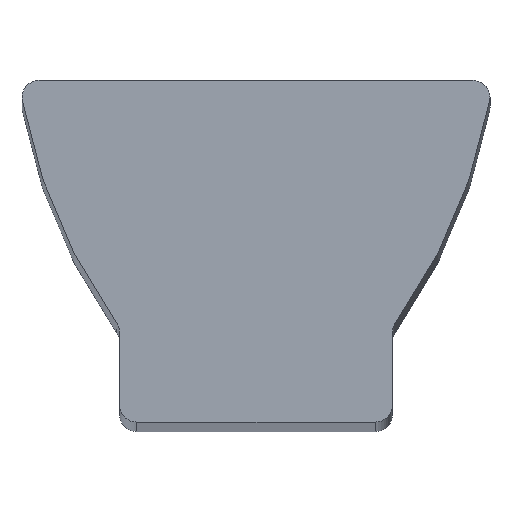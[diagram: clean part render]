
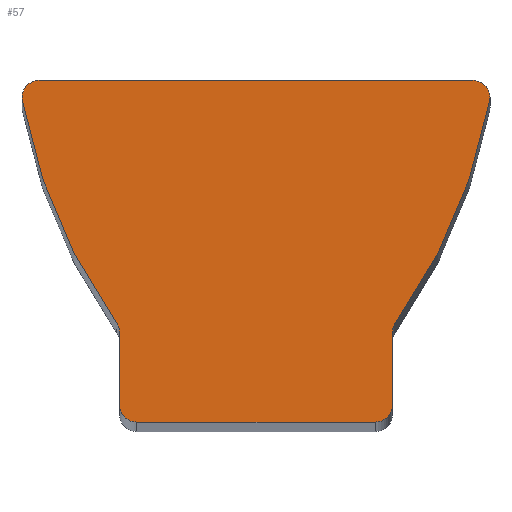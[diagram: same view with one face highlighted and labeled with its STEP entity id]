
A CAD part, top view. The second image highlights one B-rep face of the part: STEP entity #57.
In plain terms, the highlighted planar face has unit normal (0, 0, 1).
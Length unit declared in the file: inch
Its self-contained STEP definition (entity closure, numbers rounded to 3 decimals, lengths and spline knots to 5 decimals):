
#1 = CIRCLE ( 'NONE', #516, 0.06252 ) ;
#3 = AXIS2_PLACEMENT_3D ( 'NONE', #456, #209, #499 ) ;
#10 = EDGE_CURVE ( 'NONE', #542, #292, #115, .T. ) ;
#14 = EDGE_CURVE ( 'NONE', #460, #558, #474, .T. ) ;
#20 = VERTEX_POINT ( 'NONE', #557 ) ;
#27 = ORIENTED_EDGE ( 'NONE', *, *, #227, .T. ) ;
#28 = DIRECTION ( 'NONE',  ( 0., 0., -1. ) ) ;
#34 = CARTESIAN_POINT ( 'NONE',  ( -0.56176, 0.3275, 0.3125 ) ) ;
#35 = DIRECTION ( 'NONE',  ( 1., 0., 0. ) ) ;
#48 = AXIS2_PLACEMENT_3D ( 'NONE', #543, #293, #35 ) ;
#51 = CARTESIAN_POINT ( 'NONE',  ( -0.8557, 1.177, 0.3125 ) ) ;
#57 = ADVANCED_FACE ( 'NONE', ( #438 ), #272, .T. ) ;
#62 = VERTEX_POINT ( 'NONE', #51 ) ;
#68 = ORIENTED_EDGE ( 'NONE', *, *, #116, .T. ) ;
#73 = CARTESIAN_POINT ( 'NONE',  ( 0.4996, 0.0625, 0.3125 ) ) ;
#76 = EDGE_CURVE ( 'NONE', #558, #270, #225, .T. ) ;
#82 = DIRECTION ( 'NONE',  ( 1., 0., 0. ) ) ;
#85 = CARTESIAN_POINT ( 'NONE',  ( 0.4996, 0.3275, 0.3125 ) ) ;
#88 = EDGE_CURVE ( 'NONE', #20, #308, #529, .T. ) ;
#107 = CARTESIAN_POINT ( 'NONE',  ( 0.5113, 0.3638, 0.3125 ) ) ;
#111 = CARTESIAN_POINT ( 'NONE',  ( 1.141, 1.5431, 0.3125 ) ) ;
#112 = EDGE_CURVE ( 'NONE', #161, #460, #135, .T. ) ;
#114 = DIRECTION ( 'NONE',  ( 0., 1., 0. ) ) ;
#115 = LINE ( 'NONE', #348, #266 ) ;
#116 = EDGE_CURVE ( 'NONE', #365, #253, #1, .T. ) ;
#127 = CARTESIAN_POINT ( 'NONE',  ( -0.4996, 0.3275, 0.3125 ) ) ;
#129 = DIRECTION ( 'NONE',  ( 0., -1., 0. ) ) ;
#130 = ORIENTED_EDGE ( 'NONE', *, *, #88, .T. ) ;
#131 = CARTESIAN_POINT ( 'NONE',  ( -0.4996, 0.0627, 0.3125 ) ) ;
#133 = CARTESIAN_POINT ( 'NONE',  ( 0.4371, 0., 0.3125 ) ) ;
#134 = AXIS2_PLACEMENT_3D ( 'NONE', #111, #397, #159 ) ;
#135 = CIRCLE ( 'NONE', #393, 0.0625 ) ;
#145 = EDGE_CURVE ( 'NONE', #331, #194, #549, .T. ) ;
#155 = CIRCLE ( 'NONE', #3, 0.0625 ) ;
#157 = ORIENTED_EDGE ( 'NONE', *, *, #76, .T. ) ;
#159 = DIRECTION ( 'NONE',  ( -1., 0., 0. ) ) ;
#161 = VERTEX_POINT ( 'NONE', #131 ) ;
#162 = DIRECTION ( 'NONE',  ( 1., 0., 0. ) ) ;
#164 = EDGE_CURVE ( 'NONE', #253, #542, #532, .T. ) ;
#165 = CARTESIAN_POINT ( 'NONE',  ( -0.4371, 0., 0.3125 ) ) ;
#178 = DIRECTION ( 'NONE',  ( 0., 0., 1. ) ) ;
#187 = LINE ( 'NONE', #462, #282 ) ;
#194 = VERTEX_POINT ( 'NONE', #127 ) ;
#197 = ORIENTED_EDGE ( 'NONE', *, *, #14, .T. ) ;
#198 = ORIENTED_EDGE ( 'NONE', *, *, #112, .T. ) ;
#201 = CARTESIAN_POINT ( 'NONE',  ( 0.4996, 0.0627, 0.3125 ) ) ;
#202 = CIRCLE ( 'NONE', #561, 2.02998 ) ;
#206 = DIRECTION ( 'NONE',  ( 0., 0., 1. ) ) ;
#208 = CARTESIAN_POINT ( 'NONE',  ( 0.85673, 1.18828, 0.3125 ) ) ;
#209 = DIRECTION ( 'NONE',  ( 0., 0., 1. ) ) ;
#211 = DIRECTION ( 'NONE',  ( 0., 0., 1. ) ) ;
#225 = CIRCLE ( 'NONE', #283, 0.0625 ) ;
#227 = EDGE_CURVE ( 'NONE', #394, #365, #202, .T. ) ;
#229 = CARTESIAN_POINT ( 'NONE',  ( 0.7942, 1.18828, 0.3125 ) ) ;
#253 = VERTEX_POINT ( 'NONE', #208 ) ;
#254 = ORIENTED_EDGE ( 'NONE', *, *, #164, .T. ) ;
#255 = ORIENTED_EDGE ( 'NONE', *, *, #10, .T. ) ;
#256 = EDGE_CURVE ( 'NONE', #194, #161, #187, .T. ) ;
#259 = CARTESIAN_POINT ( 'NONE',  ( -0.7943, 1.2508, 0.3125 ) ) ;
#260 = CARTESIAN_POINT ( 'NONE',  ( 0.7943, 1.2508, 0.3125 ) ) ;
#261 = DIRECTION ( 'NONE',  ( 0., 0., 1. ) ) ;
#265 = CARTESIAN_POINT ( 'NONE',  ( 0.7942, 1.18828, 0.3125 ) ) ;
#266 = VECTOR ( 'NONE', #303, 39.37008 ) ;
#270 = VERTEX_POINT ( 'NONE', #73 ) ;
#271 = ORIENTED_EDGE ( 'NONE', *, *, #256, .T. ) ;
#272 = PLANE ( 'NONE',  #369 ) ;
#273 = ORIENTED_EDGE ( 'NONE', *, *, #546, .T. ) ;
#279 = CARTESIAN_POINT ( 'NONE',  ( -0.5113, 0.3638, 0.3125 ) ) ;
#282 = VECTOR ( 'NONE', #129, 39.37008 ) ;
#283 = AXIS2_PLACEMENT_3D ( 'NONE', #367, #321, #162 ) ;
#286 = CARTESIAN_POINT ( 'NONE',  ( 0.56176, 0.3275, 0.3125 ) ) ;
#292 = VERTEX_POINT ( 'NONE', #259 ) ;
#293 = DIRECTION ( 'NONE',  ( 0., 0., 1. ) ) ;
#298 = CIRCLE ( 'NONE', #322, 0.06252 ) ;
#303 = DIRECTION ( 'NONE',  ( -1., 0., 0. ) ) ;
#306 = EDGE_CURVE ( 'NONE', #62, #331, #400, .T. ) ;
#308 = VERTEX_POINT ( 'NONE', #85 ) ;
#310 = ORIENTED_EDGE ( 'NONE', *, *, #145, .T. ) ;
#319 = CARTESIAN_POINT ( 'NONE',  ( 0.8557, 1.177, 0.3125 ) ) ;
#321 = DIRECTION ( 'NONE',  ( 0., 0., 1. ) ) ;
#322 = AXIS2_PLACEMENT_3D ( 'NONE', #506, #261, #547 ) ;
#331 = VERTEX_POINT ( 'NONE', #279 ) ;
#332 = DIRECTION ( 'NONE',  ( -1., 0., 0. ) ) ;
#335 = DIRECTION ( 'NONE',  ( 0., 0., -1. ) ) ;
#348 = CARTESIAN_POINT ( 'NONE',  ( 0.7943, 1.2508, 0.3125 ) ) ;
#355 = ORIENTED_EDGE ( 'NONE', *, *, #306, .T. ) ;
#356 = VECTOR ( 'NONE', #426, 39.37008 ) ;
#365 = VERTEX_POINT ( 'NONE', #319 ) ;
#367 = CARTESIAN_POINT ( 'NONE',  ( 0.4371, 0.0625, 0.3125 ) ) ;
#369 = AXIS2_PLACEMENT_3D ( 'NONE', #229, #429, #484 ) ;
#379 = ORIENTED_EDGE ( 'NONE', *, *, #463, .T. ) ;
#381 = CIRCLE ( 'NONE', #510, 0.06216 ) ;
#388 = CARTESIAN_POINT ( 'NONE',  ( -0.4371, 0., 0.3125 ) ) ;
#393 = AXIS2_PLACEMENT_3D ( 'NONE', #420, #178, #471 ) ;
#394 = VERTEX_POINT ( 'NONE', #107 ) ;
#397 = DIRECTION ( 'NONE',  ( 0., 0., 1. ) ) ;
#400 = CIRCLE ( 'NONE', #134, 2.02998 ) ;
#420 = CARTESIAN_POINT ( 'NONE',  ( -0.4371, 0.0625, 0.3125 ) ) ;
#426 = DIRECTION ( 'NONE',  ( 1., 0., 0. ) ) ;
#429 = DIRECTION ( 'NONE',  ( 0., 0., 1. ) ) ;
#438 = FACE_OUTER_BOUND ( 'NONE', #560, .T. ) ;
#452 = CARTESIAN_POINT ( 'NONE',  ( -1.141, 1.5431, 0.3125 ) ) ;
#456 = CARTESIAN_POINT ( 'NONE',  ( 0.4371, 0.0625, 0.3125 ) ) ;
#460 = VERTEX_POINT ( 'NONE', #165 ) ;
#462 = CARTESIAN_POINT ( 'NONE',  ( -0.4996, 0.0627, 0.3125 ) ) ;
#463 = EDGE_CURVE ( 'NONE', #308, #394, #381, .T. ) ;
#471 = DIRECTION ( 'NONE',  ( -1., 0., 0. ) ) ;
#474 = LINE ( 'NONE', #388, #356 ) ;
#484 = DIRECTION ( 'NONE',  ( 1., 0., 0. ) ) ;
#492 = EDGE_CURVE ( 'NONE', #270, #20, #155, .T. ) ;
#498 = DIRECTION ( 'NONE',  ( 1., 0., 0. ) ) ;
#499 = DIRECTION ( 'NONE',  ( 1., 0., 0. ) ) ;
#500 = DIRECTION ( 'NONE',  ( 1., 0., 0. ) ) ;
#506 = CARTESIAN_POINT ( 'NONE',  ( -0.7942, 1.18828, 0.3125 ) ) ;
#510 = AXIS2_PLACEMENT_3D ( 'NONE', #286, #28, #332 ) ;
#516 = AXIS2_PLACEMENT_3D ( 'NONE', #265, #211, #500 ) ;
#517 = ORIENTED_EDGE ( 'NONE', *, *, #492, .T. ) ;
#529 = LINE ( 'NONE', #201, #545 ) ;
#532 = CIRCLE ( 'NONE', #48, 0.06252 ) ;
#536 = AXIS2_PLACEMENT_3D ( 'NONE', #34, #335, #82 ) ;
#542 = VERTEX_POINT ( 'NONE', #260 ) ;
#543 = CARTESIAN_POINT ( 'NONE',  ( 0.7942, 1.18828, 0.3125 ) ) ;
#545 = VECTOR ( 'NONE', #114, 39.37008 ) ;
#546 = EDGE_CURVE ( 'NONE', #292, #62, #298, .T. ) ;
#547 = DIRECTION ( 'NONE',  ( -1., 0., 0. ) ) ;
#549 = CIRCLE ( 'NONE', #536, 0.06216 ) ;
#557 = CARTESIAN_POINT ( 'NONE',  ( 0.4996, 0.0627, 0.3125 ) ) ;
#558 = VERTEX_POINT ( 'NONE', #133 ) ;
#560 = EDGE_LOOP ( 'NONE', ( #68, #254, #255, #273, #355, #310, #271, #198, #197, #157, #517, #130, #379, #27 ) ) ;
#561 = AXIS2_PLACEMENT_3D ( 'NONE', #452, #206, #498 ) ;
